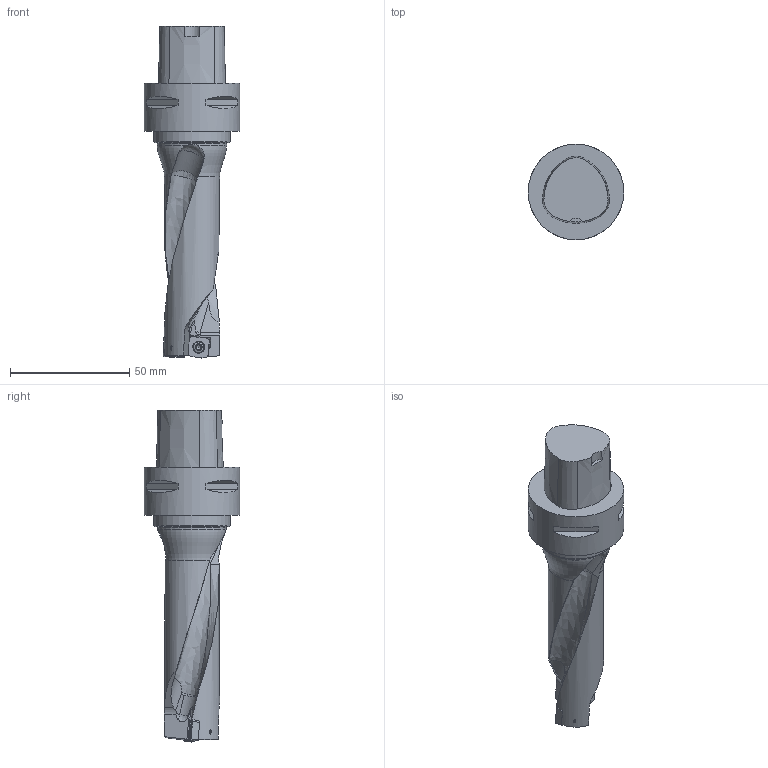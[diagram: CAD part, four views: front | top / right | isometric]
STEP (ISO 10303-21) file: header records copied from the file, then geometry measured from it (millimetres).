
FILE_DESCRIPTION(/* description */ (''),/* implementation_level */ '2;1');
FILE_NAME(/* name */ 'toolassembly_1.stp',/* time_stamp */ '2020-07-08T12:17:32+02:00',/* author */ (''),/* organization */ ('SMS'),/* preprocessor_version */ 'ST-DEVELOPER v16.7',/* originating_system */ 'SIEMENS PLM Software NX 12.0',/* authorisation */ '');
FILE_SCHEMA (('AUTOMOTIVE_DESIGN { 1 0 10303 214 3 1 1 1 }'));
Length unit declared in the file: millimetre
Products named in the file (5): CUT_20200708121603; CUT_20200708121601; NOCUT_20200708121552; ASSEMBLY_CONSTRUCTION; TOOLASSEMBLY_1
Assembly tree (4 placements, depth 2):
  TOOLASSEMBLY_1
    ASSEMBLY_CONSTRUCTION
    NOCUT_20200708121552
    CUT_20200708121601
    CUT_20200708121603
Bounding box: 40 x 40 x 139 mm (x, y, z)
Volume: 64657.8 mm3; surface area: 16293.6 mm2
Topology: 3 solids, 4 shells, 271 faces, 708 edges, 455 vertices
Faces by surface type: plane 106, cylinder 61, cone 31, bspline 25, extrusion 24, torus 13, sphere 9, revolution 2
Full cylindrical faces by diameter (mm): 2.5 x1, 3.2 x2, 4.4 x2, 29 x1, 32 x1, 40 x1
Entity records: 11689 total; most frequent: CARTESIAN_POINT 5192, ORIENTED_EDGE 1306, DIRECTION 1271, EDGE_CURVE 653, AXIS2_PLACEMENT_3D 502, VERTEX_POINT 434, EDGE_LOOP 319, ADVANCED_FACE 271
